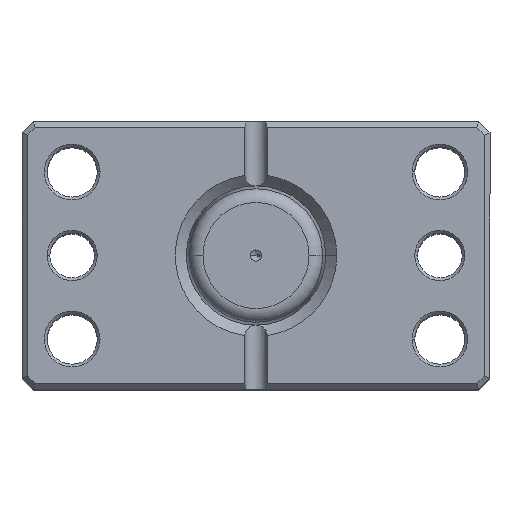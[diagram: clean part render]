
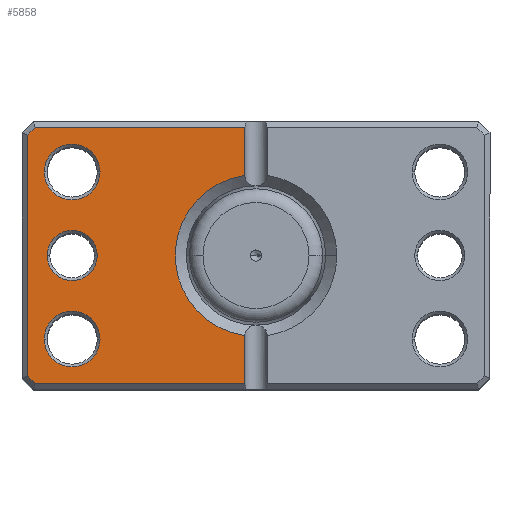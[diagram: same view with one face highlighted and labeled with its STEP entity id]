
A CAD part, top view. The second image highlights one B-rep face of the part: STEP entity #5858.
In plain terms, the highlighted face is planar.
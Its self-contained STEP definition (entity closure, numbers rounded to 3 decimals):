
#15 = FACE_OUTER_BOUND ( 'NONE', #6732, .T. ) ;
#25 = DIRECTION ( 'NONE',  ( -0.707, -0.707, 0. ) ) ;
#117 = AXIS2_PLACEMENT_3D ( 'NONE', #5715, #2509, #6268 ) ;
#119 = EDGE_LOOP ( 'NONE', ( #4862, #1361 ) ) ;
#150 = DIRECTION ( 'NONE',  ( 0., 1., 0. ) ) ;
#165 = CARTESIAN_POINT ( 'NONE',  ( 2., 24., 0. ) ) ;
#226 = LINE ( 'NONE', #4792, #2646 ) ;
#313 = EDGE_CURVE ( 'NONE', #1190, #1092, #565, .T. ) ;
#396 = AXIS2_PLACEMENT_3D ( 'NONE', #3642, #3662, #3566 ) ;
#423 = EDGE_CURVE ( 'NONE', #2033, #5614, #2326, .T. ) ;
#565 = CIRCLE ( 'NONE', #2249, 4.5 ) ;
#587 = EDGE_CURVE ( 'NONE', #1092, #1190, #5916, .T. ) ;
#652 = DIRECTION ( 'NONE',  ( 0., 1., 0. ) ) ;
#687 = CARTESIAN_POINT ( 'NONE',  ( 37.5, 0., 0. ) ) ;
#819 = EDGE_CURVE ( 'NONE', #2048, #2177, #4212, .T. ) ;
#945 = DIRECTION ( 'NONE',  ( 0., 0., 1. ) ) ;
#952 = ORIENTED_EDGE ( 'NONE', *, *, #3754, .T. ) ;
#964 = VECTOR ( 'NONE', #5832, 1000. ) ;
#1092 = VERTEX_POINT ( 'NONE', #687 ) ;
#1190 = VERTEX_POINT ( 'NONE', #1960 ) ;
#1206 = EDGE_CURVE ( 'NONE', #6498, #4030, #4872, .T. ) ;
#1285 = CARTESIAN_POINT ( 'NONE',  ( 28., -15., 0. ) ) ;
#1295 = CARTESIAN_POINT ( 'NONE',  ( 28., 15., 0. ) ) ;
#1361 = ORIENTED_EDGE ( 'NONE', *, *, #587, .T. ) ;
#1424 = VERTEX_POINT ( 'NONE', #1295 ) ;
#1427 = PLANE ( 'NONE',  #6480 ) ;
#1523 = AXIS2_PLACEMENT_3D ( 'NONE', #4586, #4034, #6233 ) ;
#1674 = CARTESIAN_POINT ( 'NONE',  ( 2., 23., 0. ) ) ;
#1697 = CARTESIAN_POINT ( 'NONE',  ( 41., 21.586, 0. ) ) ;
#1723 = VERTEX_POINT ( 'NONE', #1285 ) ;
#1759 = LINE ( 'NONE', #6185, #3115 ) ;
#1787 = CIRCLE ( 'NONE', #3527, 5. ) ;
#1876 = LINE ( 'NONE', #5252, #4500 ) ;
#1901 = ORIENTED_EDGE ( 'NONE', *, *, #3929, .T. ) ;
#1960 = CARTESIAN_POINT ( 'NONE',  ( 28.5, 0., 0. ) ) ;
#2008 = CARTESIAN_POINT ( 'NONE',  ( 38., -15., 0. ) ) ;
#2031 = CARTESIAN_POINT ( 'NONE',  ( 33., 15., 0. ) ) ;
#2033 = VERTEX_POINT ( 'NONE', #1697 ) ;
#2048 = VERTEX_POINT ( 'NONE', #1674 ) ;
#2068 = DIRECTION ( 'NONE',  ( 0., 0., 1. ) ) ;
#2153 = EDGE_CURVE ( 'NONE', #2690, #6498, #4252, .T. ) ;
#2167 = AXIS2_PLACEMENT_3D ( 'NONE', #5244, #2068, #5776 ) ;
#2177 = VERTEX_POINT ( 'NONE', #6115 ) ;
#2249 = AXIS2_PLACEMENT_3D ( 'NONE', #5216, #945, #2465 ) ;
#2286 = ORIENTED_EDGE ( 'NONE', *, *, #2392, .T. ) ;
#2326 = LINE ( 'NONE', #2906, #964 ) ;
#2392 = EDGE_CURVE ( 'NONE', #5614, #4089, #1876, .T. ) ;
#2419 = FACE_BOUND ( 'NONE', #119, .T. ) ;
#2441 = DIRECTION ( 'NONE',  ( 0., 0., 1. ) ) ;
#2465 = DIRECTION ( 'NONE',  ( 1., 0., 0. ) ) ;
#2509 = DIRECTION ( 'NONE',  ( 0., 0., 1. ) ) ;
#2559 = DIRECTION ( 'NONE',  ( 1., 0., 0. ) ) ;
#2646 = VECTOR ( 'NONE', #6404, 1000. ) ;
#2677 = CIRCLE ( 'NONE', #2167, 5. ) ;
#2690 = VERTEX_POINT ( 'NONE', #3512 ) ;
#2722 = CIRCLE ( 'NONE', #117, 5. ) ;
#2778 = EDGE_CURVE ( 'NONE', #1424, #3159, #2677, .T. ) ;
#2830 = CARTESIAN_POINT ( 'NONE',  ( 33., -15., 0. ) ) ;
#2906 = CARTESIAN_POINT ( 'NONE',  ( 41., 0., 0. ) ) ;
#2962 = ORIENTED_EDGE ( 'NONE', *, *, #2153, .T. ) ;
#3038 = EDGE_LOOP ( 'NONE', ( #952, #1901 ) ) ;
#3115 = VECTOR ( 'NONE', #3446, 1000. ) ;
#3135 = ORIENTED_EDGE ( 'NONE', *, *, #4150, .T. ) ;
#3159 = VERTEX_POINT ( 'NONE', #3597 ) ;
#3206 = VECTOR ( 'NONE', #150, 1000. ) ;
#3354 = DIRECTION ( 'NONE',  ( 1., 0., 0. ) ) ;
#3360 = CARTESIAN_POINT ( 'NONE',  ( 2., -14.361, 0. ) ) ;
#3417 = ORIENTED_EDGE ( 'NONE', *, *, #2778, .T. ) ;
#3423 = VERTEX_POINT ( 'NONE', #2008 ) ;
#3446 = DIRECTION ( 'NONE',  ( -1., 0., 0. ) ) ;
#3464 = CARTESIAN_POINT ( 'NONE',  ( 0., 0., 0. ) ) ;
#3512 = CARTESIAN_POINT ( 'NONE',  ( 2., -23., 0. ) ) ;
#3527 = AXIS2_PLACEMENT_3D ( 'NONE', #2031, #5755, #2559 ) ;
#3541 = ORIENTED_EDGE ( 'NONE', *, *, #819, .T. ) ;
#3566 = DIRECTION ( 'NONE',  ( 1., 0., 0. ) ) ;
#3597 = CARTESIAN_POINT ( 'NONE',  ( 38., 15., 0. ) ) ;
#3642 = CARTESIAN_POINT ( 'NONE',  ( 33., 0., 0. ) ) ;
#3662 = DIRECTION ( 'NONE',  ( 0., 0., 1. ) ) ;
#3754 = EDGE_CURVE ( 'NONE', #1723, #3423, #5151, .T. ) ;
#3859 = LINE ( 'NONE', #5911, #3206 ) ;
#3876 = DIRECTION ( 'NONE',  ( 1., 0., 0. ) ) ;
#3929 = EDGE_CURVE ( 'NONE', #3423, #1723, #2722, .T. ) ;
#4030 = VERTEX_POINT ( 'NONE', #6255 ) ;
#4034 = DIRECTION ( 'NONE',  ( 0., 0., 1. ) ) ;
#4089 = VERTEX_POINT ( 'NONE', #6849 ) ;
#4150 = EDGE_CURVE ( 'NONE', #2177, #2033, #226, .T. ) ;
#4199 = EDGE_CURVE ( 'NONE', #4030, #2048, #3859, .T. ) ;
#4212 = LINE ( 'NONE', #4402, #6761 ) ;
#4252 = LINE ( 'NONE', #165, #5527 ) ;
#4294 = CARTESIAN_POINT ( 'NONE',  ( 41., -21.586, 0. ) ) ;
#4344 = ORIENTED_EDGE ( 'NONE', *, *, #4384, .T. ) ;
#4384 = EDGE_CURVE ( 'NONE', #4089, #2690, #1759, .T. ) ;
#4402 = CARTESIAN_POINT ( 'NONE',  ( 0., 23., 0. ) ) ;
#4500 = VECTOR ( 'NONE', #25, 1000. ) ;
#4586 = CARTESIAN_POINT ( 'NONE',  ( 0., 0., 0. ) ) ;
#4792 = CARTESIAN_POINT ( 'NONE',  ( 31.293, 31.293, 0. ) ) ;
#4862 = ORIENTED_EDGE ( 'NONE', *, *, #313, .T. ) ;
#4872 = CIRCLE ( 'NONE', #1523, 14.5 ) ;
#5088 = ORIENTED_EDGE ( 'NONE', *, *, #5976, .T. ) ;
#5151 = CIRCLE ( 'NONE', #6388, 5. ) ;
#5216 = CARTESIAN_POINT ( 'NONE',  ( 33., 0., 0. ) ) ;
#5244 = CARTESIAN_POINT ( 'NONE',  ( 33., 15., 0. ) ) ;
#5252 = CARTESIAN_POINT ( 'NONE',  ( 31.293, -31.293, 0. ) ) ;
#5263 = FACE_BOUND ( 'NONE', #3038, .T. ) ;
#5527 = VECTOR ( 'NONE', #652, 1000. ) ;
#5614 = VERTEX_POINT ( 'NONE', #4294 ) ;
#5715 = CARTESIAN_POINT ( 'NONE',  ( 33., -15., 0. ) ) ;
#5755 = DIRECTION ( 'NONE',  ( 0., 0., 1. ) ) ;
#5776 = DIRECTION ( 'NONE',  ( 1., 0., 0. ) ) ;
#5832 = DIRECTION ( 'NONE',  ( 0., -1., 0. ) ) ;
#5858 = ADVANCED_FACE ( 'NONE', ( #2419, #5263, #6698, #15 ), #1427, .F. ) ;
#5875 = ORIENTED_EDGE ( 'NONE', *, *, #1206, .T. ) ;
#5911 = CARTESIAN_POINT ( 'NONE',  ( 2., 24., 0. ) ) ;
#5916 = CIRCLE ( 'NONE', #396, 4.5 ) ;
#5976 = EDGE_CURVE ( 'NONE', #3159, #1424, #1787, .T. ) ;
#6072 = EDGE_LOOP ( 'NONE', ( #3417, #5088 ) ) ;
#6115 = CARTESIAN_POINT ( 'NONE',  ( 39.586, 23., 0. ) ) ;
#6185 = CARTESIAN_POINT ( 'NONE',  ( 0., -23., 0. ) ) ;
#6202 = DIRECTION ( 'NONE',  ( 1., 0., 0. ) ) ;
#6233 = DIRECTION ( 'NONE',  ( 1., 0., 0. ) ) ;
#6255 = CARTESIAN_POINT ( 'NONE',  ( 2., 14.361, 0. ) ) ;
#6268 = DIRECTION ( 'NONE',  ( 1., 0., 0. ) ) ;
#6316 = ORIENTED_EDGE ( 'NONE', *, *, #423, .T. ) ;
#6388 = AXIS2_PLACEMENT_3D ( 'NONE', #2830, #6596, #3354 ) ;
#6397 = ORIENTED_EDGE ( 'NONE', *, *, #4199, .T. ) ;
#6404 = DIRECTION ( 'NONE',  ( 0.707, -0.707, 0. ) ) ;
#6480 = AXIS2_PLACEMENT_3D ( 'NONE', #3464, #2441, #6202 ) ;
#6498 = VERTEX_POINT ( 'NONE', #3360 ) ;
#6596 = DIRECTION ( 'NONE',  ( 0., 0., 1. ) ) ;
#6698 = FACE_BOUND ( 'NONE', #6072, .T. ) ;
#6732 = EDGE_LOOP ( 'NONE', ( #2962, #5875, #6397, #3541, #3135, #6316, #2286, #4344 ) ) ;
#6761 = VECTOR ( 'NONE', #3876, 1000. ) ;
#6849 = CARTESIAN_POINT ( 'NONE',  ( 39.586, -23., 0. ) ) ;
